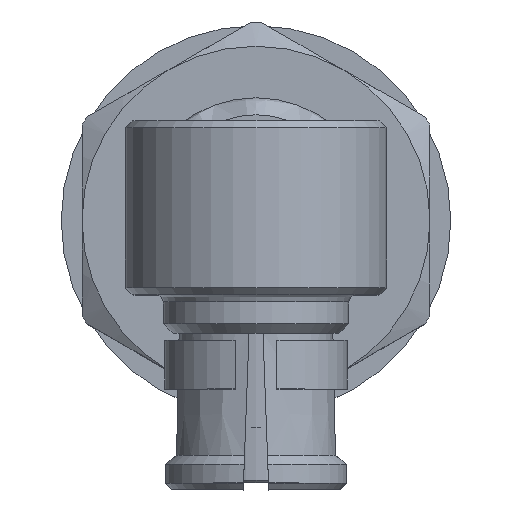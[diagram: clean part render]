
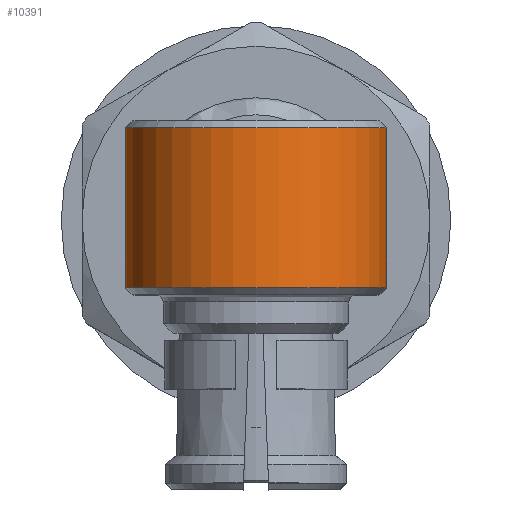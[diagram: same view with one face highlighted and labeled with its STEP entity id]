
A CAD part, top view. The second image highlights one B-rep face of the part: STEP entity #10391.
In plain terms, the highlighted cylindrical face has radius 2.388 mm (diameter 4.775 mm), a full revolution.
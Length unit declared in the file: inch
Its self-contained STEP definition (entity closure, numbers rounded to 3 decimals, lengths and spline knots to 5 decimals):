
#259 = EDGE_CURVE ( 'NONE', #8753, #8753, #5676, .T. ) ;
#414 = CARTESIAN_POINT ( 'NONE',  ( 0.25602, -0.09311, -0.0146 ) ) ;
#624 = CARTESIAN_POINT ( 'NONE',  ( 0.21005, -0.07652, -0.0546 ) ) ;
#743 = CARTESIAN_POINT ( 'NONE',  ( 0.24626, -0.08779, 0.03404 ) ) ;
#802 = CARTESIAN_POINT ( 'NONE',  ( 0.19522, -0.07621, -0.05502 ) ) ;
#1038 = B_SPLINE_CURVE_WITH_KNOTS ( 'NONE', 3,
 ( #9704, #1896, #5349, #7621, #4144, #10328, #1487, #743, #5911, #4023, #3356, #2335, #4261, #9462, #414, #5791, #1657, #11007, #6826, #3298, #9405, #624, #6711, #802, #4083, #8214, #8423, #7505, #2512, #9286, #5058, #5968, #3188, #6651, #6766, #4936, #5001, #10149, #11129, #7563, #11071, #8540, #3247, #10208, #7680, #1600 ),
 .UNSPECIFIED., .T., .F.,
 ( 4, 2, 2, 2, 2, 2, 2, 2, 2, 2, 2, 2, 2, 2, 2, 2, 2, 2, 2, 2, 2, 2, 4 ),
 ( 0., 0.00028, 0.00056, 0.00112, 0.00168, 0.00196, 0.00223, 0.00279, 0.00335, 0.00391, 0.00419, 0.00447, 0.00503, 0.00559, 0.00587, 0.00615, 0.00642, 0.0067, 0.00726, 0.00782, 0.00838, 0.00866, 0.00894 ),
 .UNSPECIFIED. ) ;
#1487 = CARTESIAN_POINT ( 'NONE',  ( 0.23634, -0.08329, 0.04392 ) ) ;
#1585 = VERTEX_POINT ( 'NONE', #4861 ) ;
#1600 = CARTESIAN_POINT ( 'NONE',  ( 0.2025, -0.07623, 0.055 ) ) ;
#1649 = CIRCLE ( 'NONE', #7820, 0.094 ) ;
#1657 = CARTESIAN_POINT ( 'NONE',  ( 0.24637, -0.08784, -0.03391 ) ) ;
#1896 = CARTESIAN_POINT ( 'NONE',  ( 0.20623, -0.07623, 0.055 ) ) ;
#2148 = CARTESIAN_POINT ( 'NONE',  ( 0.145, 0., 0. ) ) ;
#2335 = CARTESIAN_POINT ( 'NONE',  ( 0.25711, -0.09377, 0.00751 ) ) ;
#2512 = CARTESIAN_POINT ( 'NONE',  ( 0.15896, -0.08777, -0.03379 ) ) ;
#2612 = DIRECTION ( 'NONE',  ( -1., 0., 0. ) ) ;
#2667 = DIRECTION ( 'NONE',  ( 0., 0., 1. ) ) ;
#2692 = FACE_OUTER_BOUND ( 'NONE', #10666, .T. ) ;
#3188 = CARTESIAN_POINT ( 'NONE',  ( 0.14936, -0.09292, -0.01465 ) ) ;
#3213 = ORIENTED_EDGE ( 'NONE', *, *, #9915, .T. ) ;
#3247 = CARTESIAN_POINT ( 'NONE',  ( 0.18796, -0.07752, 0.05317 ) ) ;
#3298 = CARTESIAN_POINT ( 'NONE',  ( 0.22072, -0.07831, -0.05202 ) ) ;
#3356 = CARTESIAN_POINT ( 'NONE',  ( 0.25564, -0.09292, 0.01465 ) ) ;
#3687 = AXIS2_PLACEMENT_3D ( 'NONE', #2148, #10016, #7208 ) ;
#3757 = EDGE_LOOP ( 'NONE', ( #6659 ) ) ;
#3760 = CARTESIAN_POINT ( 'NONE',  ( 0.14, 0., 0. ) ) ;
#4023 = CARTESIAN_POINT ( 'NONE',  ( 0.25453, -0.09229, 0.01819 ) ) ;
#4083 = CARTESIAN_POINT ( 'NONE',  ( 0.18789, -0.07735, -0.05351 ) ) ;
#4141 = ORIENTED_EDGE ( 'NONE', *, *, #4368, .T. ) ;
#4144 = CARTESIAN_POINT ( 'NONE',  ( 0.22052, -0.07827, 0.05209 ) ) ;
#4261 = CARTESIAN_POINT ( 'NONE',  ( 0.25749, -0.09399, 0.00387 ) ) ;
#4368 = EDGE_CURVE ( 'NONE', #9099, #9099, #1038, .T. ) ;
#4861 = CARTESIAN_POINT ( 'NONE',  ( 0.26, 0., 0.094 ) ) ;
#4936 = CARTESIAN_POINT ( 'NONE',  ( 0.14748, -0.09401, 0.00731 ) ) ;
#5001 = CARTESIAN_POINT ( 'NONE',  ( 0.149, -0.0931, 0.01466 ) ) ;
#5058 = CARTESIAN_POINT ( 'NONE',  ( 0.15329, -0.09073, -0.02482 ) ) ;
#5089 = AXIS2_PLACEMENT_3D ( 'NONE', #3760, #5235, #10557 ) ;
#5235 = DIRECTION ( 'NONE',  ( 1., 0., 0. ) ) ;
#5349 = CARTESIAN_POINT ( 'NONE',  ( 0.20987, -0.0765, 0.05463 ) ) ;
#5676 = CIRCLE ( 'NONE', #3687, 0.094 ) ;
#5791 = CARTESIAN_POINT ( 'NONE',  ( 0.25043, -0.09002, -0.02793 ) ) ;
#5911 = CARTESIAN_POINT ( 'NONE',  ( 0.25032, -0.08996, 0.02809 ) ) ;
#5968 = CARTESIAN_POINT ( 'NONE',  ( 0.15047, -0.09229, -0.01819 ) ) ;
#6152 = CYLINDRICAL_SURFACE ( 'NONE', #5089, 0.094 ) ;
#6327 = FACE_OUTER_BOUND ( 'NONE', #3757, .T. ) ;
#6651 = CARTESIAN_POINT ( 'NONE',  ( 0.14789, -0.09377, -0.00751 ) ) ;
#6659 = ORIENTED_EDGE ( 'NONE', *, *, #259, .T. ) ;
#6711 = CARTESIAN_POINT ( 'NONE',  ( 0.2064, -0.07624, -0.05499 ) ) ;
#6766 = CARTESIAN_POINT ( 'NONE',  ( 0.14751, -0.09399, -0.00387 ) ) ;
#6826 = CARTESIAN_POINT ( 'NONE',  ( 0.23054, -0.08098, -0.04785 ) ) ;
#7098 = CARTESIAN_POINT ( 'NONE',  ( 0.145, 0., 0.094 ) ) ;
#7184 = FACE_BOUND ( 'NONE', #7295, .T. ) ;
#7208 = DIRECTION ( 'NONE',  ( 0., 0., 1. ) ) ;
#7295 = EDGE_LOOP ( 'NONE', ( #4141 ) ) ;
#7505 = CARTESIAN_POINT ( 'NONE',  ( 0.16125, -0.08665, -0.03655 ) ) ;
#7563 = CARTESIAN_POINT ( 'NONE',  ( 0.16862, -0.0833, 0.04389 ) ) ;
#7621 = CARTESIAN_POINT ( 'NONE',  ( 0.217, -0.07752, 0.05318 ) ) ;
#7680 = CARTESIAN_POINT ( 'NONE',  ( 0.19877, -0.07623, 0.055 ) ) ;
#7820 = AXIS2_PLACEMENT_3D ( 'NONE', #9565, #2612, #2667 ) ;
#8214 = CARTESIAN_POINT ( 'NONE',  ( 0.17467, -0.0809, -0.04798 ) ) ;
#8423 = CARTESIAN_POINT ( 'NONE',  ( 0.16872, -0.08326, -0.04397 ) ) ;
#8540 = CARTESIAN_POINT ( 'NONE',  ( 0.18443, -0.07828, 0.05207 ) ) ;
#8753 = VERTEX_POINT ( 'NONE', #7098 ) ;
#9099 = VERTEX_POINT ( 'NONE', #10886 ) ;
#9286 = CARTESIAN_POINT ( 'NONE',  ( 0.15499, -0.08981, -0.02794 ) ) ;
#9405 = CARTESIAN_POINT ( 'NONE',  ( 0.21721, -0.07756, -0.05312 ) ) ;
#9462 = CARTESIAN_POINT ( 'NONE',  ( 0.25752, -0.09401, -0.00722 ) ) ;
#9565 = CARTESIAN_POINT ( 'NONE',  ( 0.26, 0., 0. ) ) ;
#9704 = CARTESIAN_POINT ( 'NONE',  ( 0.2025, -0.07623, 0.055 ) ) ;
#9915 = EDGE_CURVE ( 'NONE', #1585, #1585, #1649, .T. ) ;
#10016 = DIRECTION ( 'NONE',  ( 1., 0., 0. ) ) ;
#10149 = CARTESIAN_POINT ( 'NONE',  ( 0.1546, -0.09, 0.02798 ) ) ;
#10208 = CARTESIAN_POINT ( 'NONE',  ( 0.19511, -0.07651, 0.05462 ) ) ;
#10328 = CARTESIAN_POINT ( 'NONE',  ( 0.2304, -0.08093, 0.04793 ) ) ;
#10391 = ADVANCED_FACE ( 'NONE', ( #6327, #7184, #2692 ), #6152, .T. ) ;
#10557 = DIRECTION ( 'NONE',  ( 0., 0., -1. ) ) ;
#10666 = EDGE_LOOP ( 'NONE', ( #3213 ) ) ;
#10886 = CARTESIAN_POINT ( 'NONE',  ( 0.2025, -0.07623, 0.055 ) ) ;
#11007 = CARTESIAN_POINT ( 'NONE',  ( 0.23647, -0.08334, -0.04382 ) ) ;
#11071 = CARTESIAN_POINT ( 'NONE',  ( 0.17455, -0.08095, 0.0479 ) ) ;
#11129 = CARTESIAN_POINT ( 'NONE',  ( 0.15868, -0.08782, 0.03397 ) ) ;
